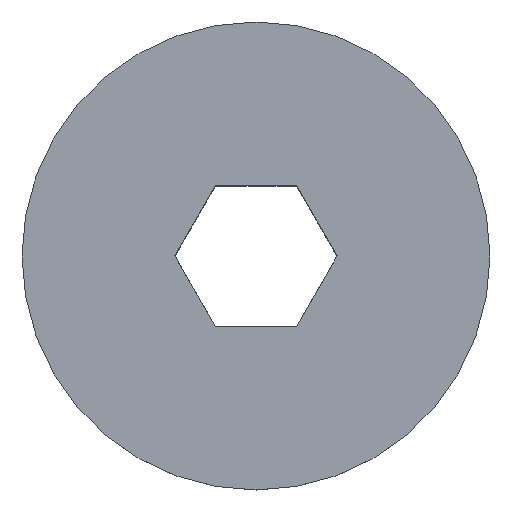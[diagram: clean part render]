
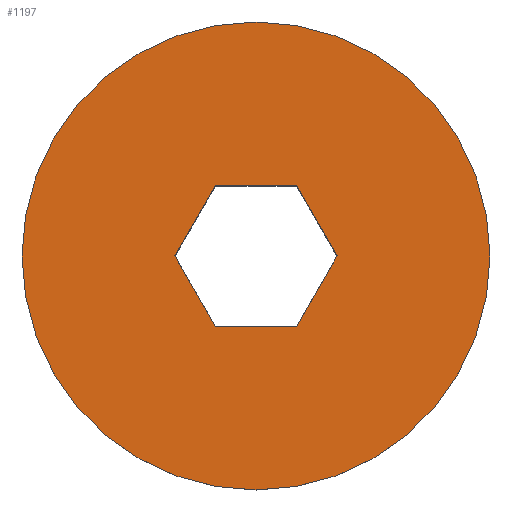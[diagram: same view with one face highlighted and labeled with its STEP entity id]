
A CAD part, top view. The second image highlights one B-rep face of the part: STEP entity #1197.
In plain terms, the highlighted planar face has unit normal (0, 0, 1).
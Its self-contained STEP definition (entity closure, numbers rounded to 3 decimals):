
#128 = FACE_OUTER_BOUND ( 'NONE', #7701, .T. ) ;
#187 = CARTESIAN_POINT ( 'NONE',  ( -0.866, -1.5, 7.5 ) ) ;
#866 = EDGE_CURVE ( 'NONE', #1122, #13116, #15668, .T. ) ;
#1019 = CIRCLE ( 'NONE', #15347, 5. ) ;
#1061 = ORIENTED_EDGE ( 'NONE', *, *, #1244, .F. ) ;
#1122 = VERTEX_POINT ( 'NONE', #10534 ) ;
#1197 = ADVANCED_FACE ( 'NONE', ( #3386, #128 ), #7179, .T. ) ;
#1244 = EDGE_CURVE ( 'NONE', #14711, #15914, #2800, .T. ) ;
#1666 = CARTESIAN_POINT ( 'NONE',  ( 0.866, -1.5, 7.5 ) ) ;
#1670 = CARTESIAN_POINT ( 'NONE',  ( -5., 0., 7.5 ) ) ;
#1794 = LINE ( 'NONE', #8163, #11972 ) ;
#1835 = DIRECTION ( 'NONE',  ( -1., 0., 0. ) ) ;
#2586 = EDGE_CURVE ( 'NONE', #10691, #15323, #1794, .T. ) ;
#2790 = CARTESIAN_POINT ( 'NONE',  ( 0.866, 1.5, 7.5 ) ) ;
#2792 = CARTESIAN_POINT ( 'NONE',  ( 0.866, -1.5, 7.5 ) ) ;
#2800 = LINE ( 'NONE', #6117, #9542 ) ;
#2990 = CARTESIAN_POINT ( 'NONE',  ( 1.732, 0., 7.5 ) ) ;
#3359 = DIRECTION ( 'NONE',  ( 0., 0., -1. ) ) ;
#3386 = FACE_BOUND ( 'NONE', #9778, .T. ) ;
#3621 = VERTEX_POINT ( 'NONE', #1670 ) ;
#4156 = ORIENTED_EDGE ( 'NONE', *, *, #5439, .F. ) ;
#4421 = ORIENTED_EDGE ( 'NONE', *, *, #15056, .F. ) ;
#4505 = VECTOR ( 'NONE', #12787, 1000. ) ;
#4590 = CARTESIAN_POINT ( 'NONE',  ( 0., 0., 7.5 ) ) ;
#4779 = ORIENTED_EDGE ( 'NONE', *, *, #14335, .F. ) ;
#4813 = CARTESIAN_POINT ( 'NONE',  ( 5., 0., 7.5 ) ) ;
#5155 = ORIENTED_EDGE ( 'NONE', *, *, #13129, .F. ) ;
#5439 = EDGE_CURVE ( 'NONE', #13116, #14711, #15793, .T. ) ;
#5635 = ORIENTED_EDGE ( 'NONE', *, *, #7670, .F. ) ;
#5895 = CIRCLE ( 'NONE', #11564, 5. ) ;
#5956 = DIRECTION ( 'NONE',  ( 0., 0., 1. ) ) ;
#6117 = CARTESIAN_POINT ( 'NONE',  ( -0.866, 1.5, 7.5 ) ) ;
#6675 = DIRECTION ( 'NONE',  ( 0.5, 0.866, 0. ) ) ;
#7039 = CARTESIAN_POINT ( 'NONE',  ( 0.866, 1.5, 7.5 ) ) ;
#7124 = CARTESIAN_POINT ( 'NONE',  ( 0., 0., 7.5 ) ) ;
#7179 = PLANE ( 'NONE',  #15402 ) ;
#7448 = VECTOR ( 'NONE', #6675, 1000. ) ;
#7670 = EDGE_CURVE ( 'NONE', #15323, #1122, #10346, .T. ) ;
#7701 = EDGE_LOOP ( 'NONE', ( #4421, #4779 ) ) ;
#7951 = VECTOR ( 'NONE', #13301, 1000. ) ;
#8163 = CARTESIAN_POINT ( 'NONE',  ( -0.866, -1.5, 7.5 ) ) ;
#8168 = ORIENTED_EDGE ( 'NONE', *, *, #866, .F. ) ;
#8457 = DIRECTION ( 'NONE',  ( 1., 0., 0. ) ) ;
#9183 = DIRECTION ( 'NONE',  ( 0., 0., -1. ) ) ;
#9542 = VECTOR ( 'NONE', #13496, 1000. ) ;
#9778 = EDGE_LOOP ( 'NONE', ( #14772, #5155, #1061, #4156, #8168, #5635 ) ) ;
#10346 = LINE ( 'NONE', #2792, #7448 ) ;
#10534 = CARTESIAN_POINT ( 'NONE',  ( 1.732, 0., 7.5 ) ) ;
#10691 = VERTEX_POINT ( 'NONE', #187 ) ;
#10888 = VERTEX_POINT ( 'NONE', #4813 ) ;
#10917 = CARTESIAN_POINT ( 'NONE',  ( -1.732, 0., 7.5 ) ) ;
#11466 = VECTOR ( 'NONE', #11594, 1000. ) ;
#11564 = AXIS2_PLACEMENT_3D ( 'NONE', #4590, #3359, #14345 ) ;
#11594 = DIRECTION ( 'NONE',  ( -0.5, 0.866, 0. ) ) ;
#11816 = CARTESIAN_POINT ( 'NONE',  ( 0., 0., 7.5 ) ) ;
#11972 = VECTOR ( 'NONE', #14468, 1000. ) ;
#12732 = CARTESIAN_POINT ( 'NONE',  ( -1.732, 0., 7.5 ) ) ;
#12787 = DIRECTION ( 'NONE',  ( 0.5, -0.866, 0. ) ) ;
#13116 = VERTEX_POINT ( 'NONE', #2790 ) ;
#13129 = EDGE_CURVE ( 'NONE', #15914, #10691, #15077, .T. ) ;
#13301 = DIRECTION ( 'NONE',  ( -1., 0., 0. ) ) ;
#13496 = DIRECTION ( 'NONE',  ( -0.5, -0.866, 0. ) ) ;
#14335 = EDGE_CURVE ( 'NONE', #10888, #3621, #5895, .T. ) ;
#14345 = DIRECTION ( 'NONE',  ( -1., 0., 0. ) ) ;
#14468 = DIRECTION ( 'NONE',  ( 1., 0., 0. ) ) ;
#14711 = VERTEX_POINT ( 'NONE', #15665 ) ;
#14772 = ORIENTED_EDGE ( 'NONE', *, *, #2586, .F. ) ;
#15056 = EDGE_CURVE ( 'NONE', #3621, #10888, #1019, .T. ) ;
#15077 = LINE ( 'NONE', #12732, #4505 ) ;
#15323 = VERTEX_POINT ( 'NONE', #1666 ) ;
#15347 = AXIS2_PLACEMENT_3D ( 'NONE', #11816, #9183, #1835 ) ;
#15402 = AXIS2_PLACEMENT_3D ( 'NONE', #7124, #5956, #8457 ) ;
#15665 = CARTESIAN_POINT ( 'NONE',  ( -0.866, 1.5, 7.5 ) ) ;
#15668 = LINE ( 'NONE', #2990, #11466 ) ;
#15793 = LINE ( 'NONE', #7039, #7951 ) ;
#15914 = VERTEX_POINT ( 'NONE', #10917 ) ;
